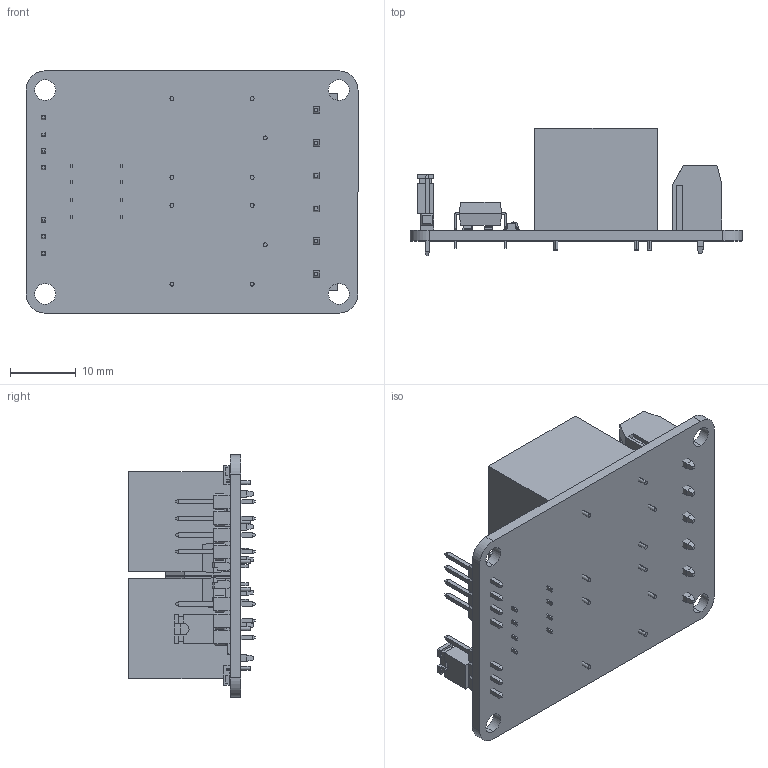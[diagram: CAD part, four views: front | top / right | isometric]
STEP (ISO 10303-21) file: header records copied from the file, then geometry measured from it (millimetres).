
FILE_DESCRIPTION (( 'STEP AP214' ), '1' );
FILE_NAME ('RelayBoard.STEP', '2016-02-17T03:04:28', ( '' ), ( '' ), 'SwSTEP 2.0', 'SolidWorks 2015', '' );
FILE_SCHEMA (( 'AUTOMOTIVE_DESIGN' ));
Length unit declared in the file: inch
Products named in the file (13): smdres_115; BreakAwayHeaders_4PinShort; RelayBoard; RelayBase; Jumper; Terminator; PC-817; sot-23-j3y; Relay; smdres_102; smallled_SmallRelay; D1; BreakAwayHeaders_3PinShort
Assembly tree (20 placements, depth 2):
  RelayBoard
    RelayBase
    Terminator  x2
    D1  x2
    sot-23-j3y  x2
    Jumper
    PC-817  x2
    Relay  x2
    smdres_102  x2
    smdres_115  x2
    BreakAwayHeaders_3PinShort
    BreakAwayHeaders_4PinShort
    smallled_SmallRelay  x2
Bounding box: 50.55 x 19.3 x 36.88 mm (x, y, z)
Volume: 13504.3 mm3; surface area: 12079.7 mm2
Topology: 71 solids, 71 shells, 1985 faces, 4766 edges, 2912 vertices
Faces by surface type: plane 1143, cylinder 386, bspline 264, torus 192
Entity records: 41267 total; most frequent: CARTESIAN_POINT 8379, ORIENTED_EDGE 5388, DIRECTION 5132, EDGE_CURVE 2694, VECTOR 1808, LINE 1808, AXIS2_PLACEMENT_3D 1662, VERTEX_POINT 1660
